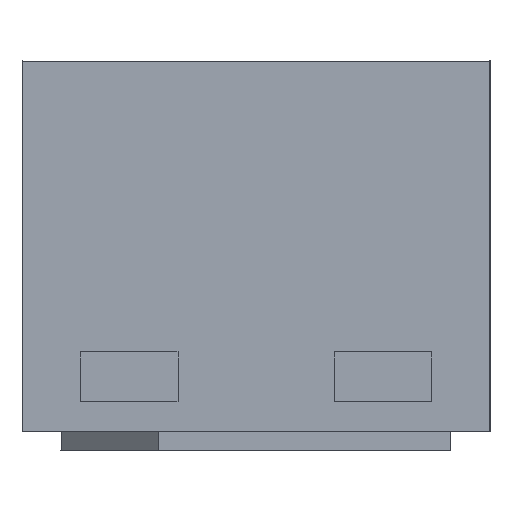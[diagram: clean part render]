
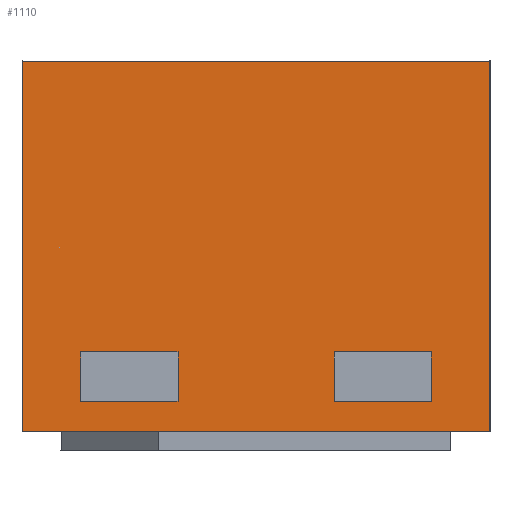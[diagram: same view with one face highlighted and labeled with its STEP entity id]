
A CAD part, left-side view. The second image highlights one B-rep face of the part: STEP entity #1110.
In plain terms, the highlighted planar face has unit normal (-1, 0, 0).
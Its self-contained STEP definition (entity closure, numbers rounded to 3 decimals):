
#30=DIRECTION('',(0.,0.,1.));
#31=VECTOR('',#30,0.6);
#32=CARTESIAN_POINT('',(-0.5,0.,-0.3));
#33=LINE('',#32,#31);
#122=DIRECTION('',(0.,1.,0.));
#123=VECTOR('',#122,0.475);
#124=CARTESIAN_POINT('',(-0.5,0.,-0.3));
#125=LINE('',#124,#123);
#129=DIRECTION('',(0.,0.,1.));
#130=VECTOR('',#129,0.125);
#131=CARTESIAN_POINT('',(-0.5,0.102,-0.225));
#132=LINE('',#131,#130);
#136=DIRECTION('',(0.,1.,0.));
#137=VECTOR('',#136,0.064);
#138=CARTESIAN_POINT('',(-0.5,0.039,-0.225));
#139=LINE('',#138,#137);
#143=DIRECTION('',(0.,0.,-1.));
#144=VECTOR('',#143,0.125);
#145=CARTESIAN_POINT('',(-0.5,0.039,-0.1));
#146=LINE('',#145,#144);
#150=DIRECTION('',(0.,1.,0.));
#151=VECTOR('',#150,0.064);
#152=CARTESIAN_POINT('',(-0.5,0.039,-0.1));
#153=LINE('',#152,#151);
#157=DIRECTION('',(0.,0.,1.));
#158=VECTOR('',#157,0.125);
#159=CARTESIAN_POINT('',(-0.5,0.102,0.1));
#160=LINE('',#159,#158);
#164=DIRECTION('',(0.,1.,0.));
#165=VECTOR('',#164,0.064);
#166=CARTESIAN_POINT('',(-0.5,0.039,0.1));
#167=LINE('',#166,#165);
#171=DIRECTION('',(0.,0.,-1.));
#172=VECTOR('',#171,0.125);
#173=CARTESIAN_POINT('',(-0.5,0.039,0.225));
#174=LINE('',#173,#172);
#178=DIRECTION('',(0.,1.,0.));
#179=VECTOR('',#178,0.064);
#180=CARTESIAN_POINT('',(-0.5,0.039,0.225));
#181=LINE('',#180,#179);
#311=DIRECTION('',(0.,1.,0.));
#312=VECTOR('',#311,0.475);
#313=CARTESIAN_POINT('',(-0.5,0.,0.3));
#314=LINE('',#313,#312);
#374=DIRECTION('',(0.,0.,1.));
#375=VECTOR('',#374,0.6);
#376=CARTESIAN_POINT('',(-0.5,0.475,-0.3));
#377=LINE('',#376,#375);
#878=CARTESIAN_POINT('',(-0.5,0.,-0.3));
#879=CARTESIAN_POINT('',(-0.5,0.,0.3));
#880=VERTEX_POINT('',#878);
#881=VERTEX_POINT('',#879);
#886=CARTESIAN_POINT('',(-0.5,0.475,-0.3));
#887=CARTESIAN_POINT('',(-0.5,0.475,0.3));
#888=VERTEX_POINT('',#886);
#889=VERTEX_POINT('',#887);
#902=CARTESIAN_POINT('',(-0.5,0.102,-0.225));
#903=CARTESIAN_POINT('',(-0.5,0.102,-0.1));
#904=VERTEX_POINT('',#902);
#905=VERTEX_POINT('',#903);
#990=CARTESIAN_POINT('',(-0.5,0.102,0.1));
#991=CARTESIAN_POINT('',(-0.5,0.102,0.225));
#992=VERTEX_POINT('',#990);
#993=VERTEX_POINT('',#991);
#994=CARTESIAN_POINT('',(-0.5,0.039,0.225));
#995=CARTESIAN_POINT('',(-0.5,0.039,0.1));
#996=VERTEX_POINT('',#994);
#997=VERTEX_POINT('',#995);
#998=CARTESIAN_POINT('',(-0.5,0.039,-0.1));
#999=CARTESIAN_POINT('',(-0.5,0.039,-0.225));
#1000=VERTEX_POINT('',#998);
#1001=VERTEX_POINT('',#999);
#1076=CARTESIAN_POINT('',(-0.5,0.,-0.3));
#1077=DIRECTION('',(-1.,0.,0.));
#1078=DIRECTION('',(0.,0.,1.));
#1079=AXIS2_PLACEMENT_3D('',#1076,#1077,#1078);
#1080=PLANE('',#1079);
#1081=ORIENTED_EDGE('',*,*,#1043,.F.);
#1083=ORIENTED_EDGE('',*,*,#1082,.T.);
#1085=ORIENTED_EDGE('',*,*,#1084,.T.);
#1087=ORIENTED_EDGE('',*,*,#1086,.F.);
#1088=EDGE_LOOP('',(#1081,#1083,#1085,#1087));
#1089=FACE_OUTER_BOUND('',#1088,.F.);
#1091=ORIENTED_EDGE('',*,*,#1090,.F.);
#1093=ORIENTED_EDGE('',*,*,#1092,.F.);
#1095=ORIENTED_EDGE('',*,*,#1094,.F.);
#1097=ORIENTED_EDGE('',*,*,#1096,.T.);
#1098=EDGE_LOOP('',(#1091,#1093,#1095,#1097));
#1099=FACE_BOUND('',#1098,.F.);
#1101=ORIENTED_EDGE('',*,*,#1100,.F.);
#1103=ORIENTED_EDGE('',*,*,#1102,.F.);
#1105=ORIENTED_EDGE('',*,*,#1104,.F.);
#1107=ORIENTED_EDGE('',*,*,#1106,.T.);
#1108=EDGE_LOOP('',(#1101,#1103,#1105,#1107));
#1109=FACE_BOUND('',#1108,.F.);
#1043=EDGE_CURVE('',#880,#881,#33,.T.);
#1082=EDGE_CURVE('',#880,#888,#125,.T.);
#1084=EDGE_CURVE('',#888,#889,#377,.T.);
#1086=EDGE_CURVE('',#881,#889,#314,.T.);
#1090=EDGE_CURVE('',#904,#905,#132,.T.);
#1092=EDGE_CURVE('',#1001,#904,#139,.T.);
#1094=EDGE_CURVE('',#1000,#1001,#146,.T.);
#1096=EDGE_CURVE('',#1000,#905,#153,.T.);
#1100=EDGE_CURVE('',#992,#993,#160,.T.);
#1102=EDGE_CURVE('',#997,#992,#167,.T.);
#1104=EDGE_CURVE('',#996,#997,#174,.T.);
#1106=EDGE_CURVE('',#996,#993,#181,.T.);
#1110=ADVANCED_FACE('',(#1089,#1099,#1109),#1080,.T.);
